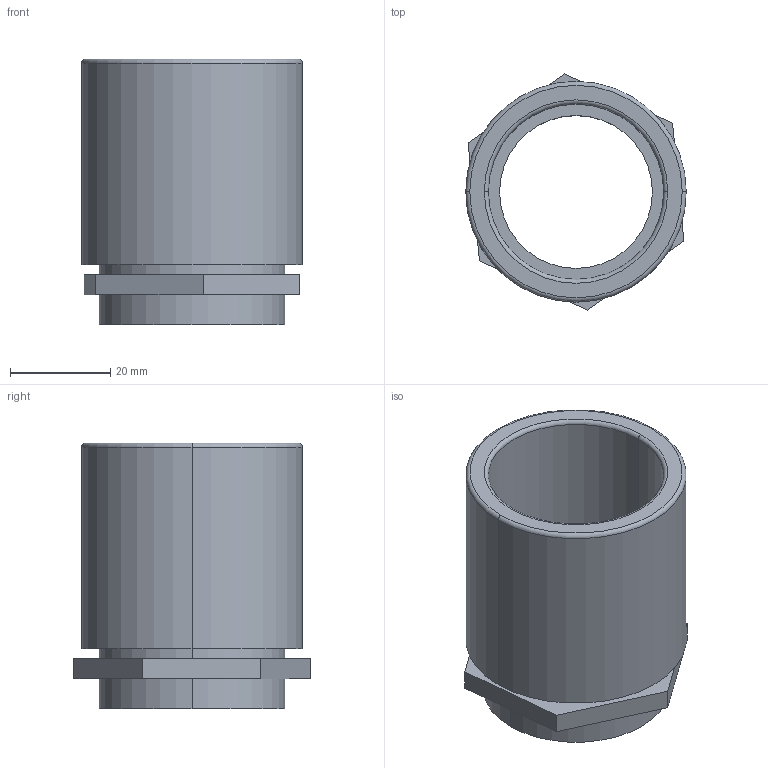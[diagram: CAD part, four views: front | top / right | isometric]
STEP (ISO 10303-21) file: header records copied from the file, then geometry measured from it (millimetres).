
FILE_DESCRIPTION (( 'STEP AP214' ), '1' );
FILE_NAME ('P8222.STEP', '2021-08-18T10:51:31', ( '' ), ( '' ), 'SwSTEP 2.0', 'SolidWorks 2019', '' );
FILE_SCHEMA (( 'AUTOMOTIVE_DESIGN' ));
Length unit declared in the file: millimetre
Products named in the file (1): P8222
Bounding box: 44 x 47.12 x 53 mm (x, y, z)
Volume: 29050.9 mm3; surface area: 16011.8 mm2
Topology: 2 solids, 2 shells, 26 faces, 56 edges, 36 vertices
Faces by surface type: plane 12, cylinder 10, torus 4
Entity records: 1053 total; most frequent: DIRECTION 138, CARTESIAN_POINT 119, ORIENTED_EDGE 112, EDGE_CURVE 56, AXIS2_PLACEMENT_3D 55, VERTEX_POINT 36, EDGE_LOOP 32, UNCERTAINTY_MEASURE_WITH_UNIT 30
